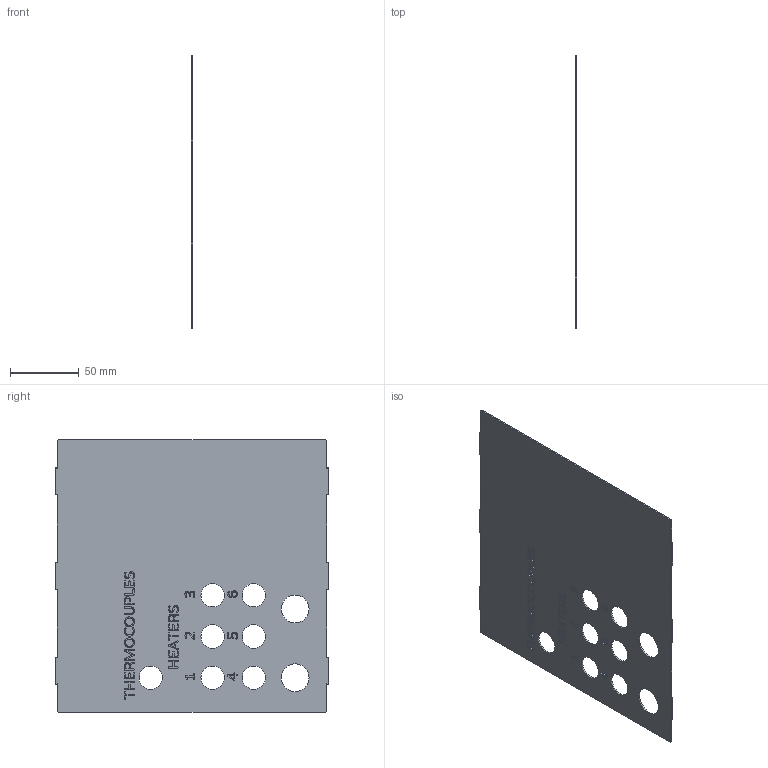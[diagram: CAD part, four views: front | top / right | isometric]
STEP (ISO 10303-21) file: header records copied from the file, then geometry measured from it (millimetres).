
FILE_DESCRIPTION (( 'STEP AP214' ), '1' );
FILE_NAME ('EXTPRO-V1 2100.03-A Side 2.STEP', '2019-12-09T16:34:57', ( '' ), ( '' ), 'SwSTEP 2.0', 'SolidWorks 2019', '' );
FILE_SCHEMA (( 'AUTOMOTIVE_DESIGN' ));
Length unit declared in the file: millimetre
Products named in the file (1): EXTPRO-V1 2100.03-A Side 2
Bounding box: 1 x 198 x 198 mm (x, y, z)
Volume: 36492.3 mm3; surface area: 75153.3 mm2
Topology: 1 solids, 1 shells, 534 faces, 1494 edges, 996 vertices
Faces by surface type: bspline 288, plane 206, cylinder 40
Entity records: 28012 total; most frequent: CARTESIAN_POINT 16105, ORIENTED_EDGE 2988, EDGE_CURVE 1494, DIRECTION 1492, VERTEX_POINT 996, VECTOR 838, LINE 838, EDGE_LOOP 586
